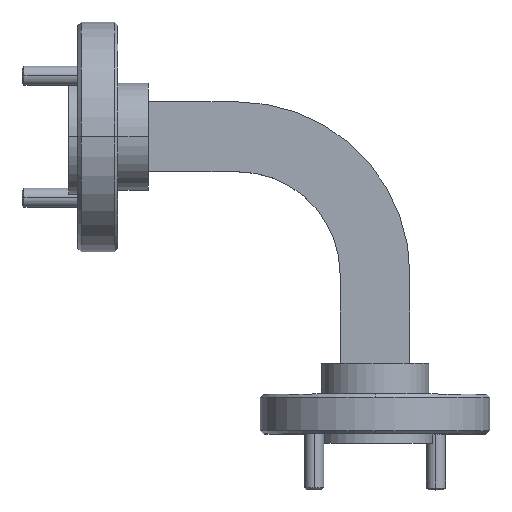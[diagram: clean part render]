
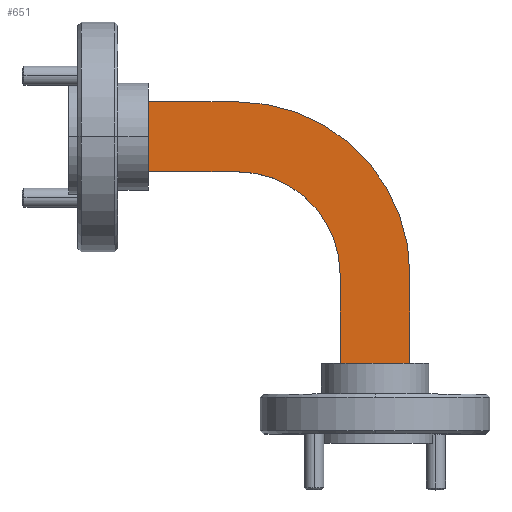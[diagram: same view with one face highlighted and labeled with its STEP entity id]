
A CAD part, top view. The second image highlights one B-rep face of the part: STEP entity #651.
In plain terms, the highlighted planar face has unit normal (0, 0, 1).
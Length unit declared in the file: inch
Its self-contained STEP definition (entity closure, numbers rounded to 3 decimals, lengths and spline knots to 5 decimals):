
#13 = VECTOR ( 'NONE', #102, 39.37008 ) ;
#53 = CARTESIAN_POINT ( 'NONE',  ( 0.55, -0.45, 0.077 ) ) ;
#72 = VERTEX_POINT ( 'NONE', #4154 ) ;
#102 = DIRECTION ( 'NONE',  ( -1., 0., 0. ) ) ;
#146 = CARTESIAN_POINT ( 'NONE',  ( 0.55, -0.114, 0.077 ) ) ;
#176 = EDGE_CURVE ( 'NONE', #4380, #3423, #1727, .T. ) ;
#245 = ORIENTED_EDGE ( 'NONE', *, *, #3496, .F. ) ;
#289 = CARTESIAN_POINT ( 'NONE',  ( 1.114, -0.45, 0.077 ) ) ;
#363 = AXIS2_PLACEMENT_3D ( 'NONE', #53, #1405, #812 ) ;
#394 = EDGE_CURVE ( 'NONE', #1230, #2723, #3980, .T. ) ;
#417 = CARTESIAN_POINT ( 'NONE',  ( 0.26, 0.114, 0.077 ) ) ;
#443 = ORIENTED_EDGE ( 'NONE', *, *, #176, .T. ) ;
#585 = CARTESIAN_POINT ( 'NONE',  ( 0.55, -0.114, 0.077 ) ) ;
#589 = EDGE_CURVE ( 'NONE', #3291, #4380, #3236, .T. ) ;
#627 = LINE ( 'NONE', #3253, #1353 ) ;
#651 = ADVANCED_FACE ( 'NONE', ( #2288 ), #1190, .T. ) ;
#673 = DIRECTION ( 'NONE',  ( 0., -1., 0. ) ) ;
#711 = CARTESIAN_POINT ( 'NONE',  ( 0.886, -0.74, 0.077 ) ) ;
#731 = ORIENTED_EDGE ( 'NONE', *, *, #394, .F. ) ;
#755 = CARTESIAN_POINT ( 'NONE',  ( 0.55, 0.114, 0.077 ) ) ;
#812 = DIRECTION ( 'NONE',  ( -1., 0., 0. ) ) ;
#905 = CARTESIAN_POINT ( 'NONE',  ( 1.114, -0.74, 0.077 ) ) ;
#985 = CARTESIAN_POINT ( 'NONE',  ( 0.886, -0.45, 0.077 ) ) ;
#1081 = CARTESIAN_POINT ( 'NONE',  ( 0.55, -0.45, 0.077 ) ) ;
#1091 = LINE ( 'NONE', #755, #13 ) ;
#1110 = CARTESIAN_POINT ( 'NONE',  ( 0.55, -0.74, 0.077 ) ) ;
#1190 = PLANE ( 'NONE',  #2543 ) ;
#1230 = VERTEX_POINT ( 'NONE', #2301 ) ;
#1353 = VECTOR ( 'NONE', #1635, 39.37008 ) ;
#1405 = DIRECTION ( 'NONE',  ( 0., 0., -1. ) ) ;
#1510 = ORIENTED_EDGE ( 'NONE', *, *, #3448, .F. ) ;
#1571 = VECTOR ( 'NONE', #2869, 39.37008 ) ;
#1586 = ORIENTED_EDGE ( 'NONE', *, *, #2563, .T. ) ;
#1635 = DIRECTION ( 'NONE',  ( -1., 0., 0. ) ) ;
#1719 = CARTESIAN_POINT ( 'NONE',  ( 0.26, -0.114, 0.077 ) ) ;
#1727 = LINE ( 'NONE', #985, #3162 ) ;
#1814 = VECTOR ( 'NONE', #2314, 39.37008 ) ;
#1923 = DIRECTION ( 'NONE',  ( 1., 0., 0. ) ) ;
#1955 = DIRECTION ( 'NONE',  ( 0., 1., 0. ) ) ;
#2069 = ORIENTED_EDGE ( 'NONE', *, *, #4328, .F. ) ;
#2270 = EDGE_LOOP ( 'NONE', ( #245, #731, #1510, #1586, #2069, #3056, #3151, #443 ) ) ;
#2288 = FACE_OUTER_BOUND ( 'NONE', #2270, .T. ) ;
#2301 = CARTESIAN_POINT ( 'NONE',  ( 1.114, -0.45, 0.077 ) ) ;
#2314 = DIRECTION ( 'NONE',  ( 0., -1., 0. ) ) ;
#2370 = EDGE_CURVE ( 'NONE', #3291, #3399, #627, .T. ) ;
#2445 = DIRECTION ( 'NONE',  ( 0., 0., -1. ) ) ;
#2543 = AXIS2_PLACEMENT_3D ( 'NONE', #585, #3929, #1923 ) ;
#2563 = EDGE_CURVE ( 'NONE', #72, #3807, #1091, .T. ) ;
#2723 = VERTEX_POINT ( 'NONE', #905 ) ;
#2869 = DIRECTION ( 'NONE',  ( -1., 0., 0. ) ) ;
#2981 = CARTESIAN_POINT ( 'NONE',  ( 0.26, -0.114, 0.077 ) ) ;
#3056 = ORIENTED_EDGE ( 'NONE', *, *, #2370, .F. ) ;
#3151 = ORIENTED_EDGE ( 'NONE', *, *, #589, .T. ) ;
#3162 = VECTOR ( 'NONE', #673, 39.37008 ) ;
#3171 = DIRECTION ( 'NONE',  ( -1., 0., 0. ) ) ;
#3236 = CIRCLE ( 'NONE', #4105, 0.336 ) ;
#3253 = CARTESIAN_POINT ( 'NONE',  ( 0.55, -0.114, 0.077 ) ) ;
#3291 = VERTEX_POINT ( 'NONE', #146 ) ;
#3399 = VERTEX_POINT ( 'NONE', #1719 ) ;
#3423 = VERTEX_POINT ( 'NONE', #711 ) ;
#3448 = EDGE_CURVE ( 'NONE', #72, #1230, #3987, .T. ) ;
#3488 = LINE ( 'NONE', #1110, #1571 ) ;
#3491 = VECTOR ( 'NONE', #1955, 39.37008 ) ;
#3496 = EDGE_CURVE ( 'NONE', #2723, #3423, #3488, .T. ) ;
#3807 = VERTEX_POINT ( 'NONE', #417 ) ;
#3929 = DIRECTION ( 'NONE',  ( 0., 0., 1. ) ) ;
#3937 = LINE ( 'NONE', #2981, #3491 ) ;
#3980 = LINE ( 'NONE', #289, #1814 ) ;
#3983 = CARTESIAN_POINT ( 'NONE',  ( 0.886, -0.45, 0.077 ) ) ;
#3987 = CIRCLE ( 'NONE', #363, 0.564 ) ;
#4105 = AXIS2_PLACEMENT_3D ( 'NONE', #1081, #2445, #3171 ) ;
#4154 = CARTESIAN_POINT ( 'NONE',  ( 0.55, 0.114, 0.077 ) ) ;
#4328 = EDGE_CURVE ( 'NONE', #3399, #3807, #3937, .T. ) ;
#4380 = VERTEX_POINT ( 'NONE', #3983 ) ;
